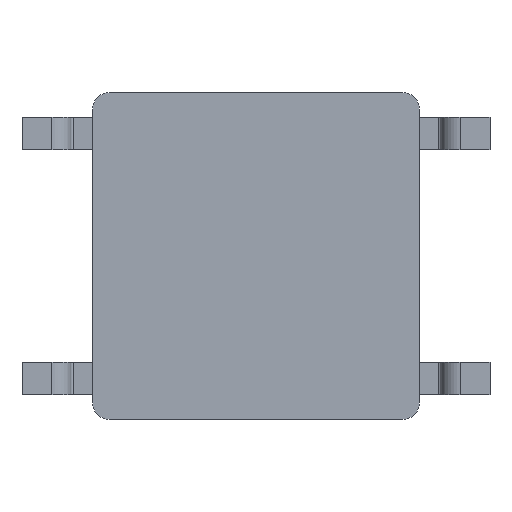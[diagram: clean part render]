
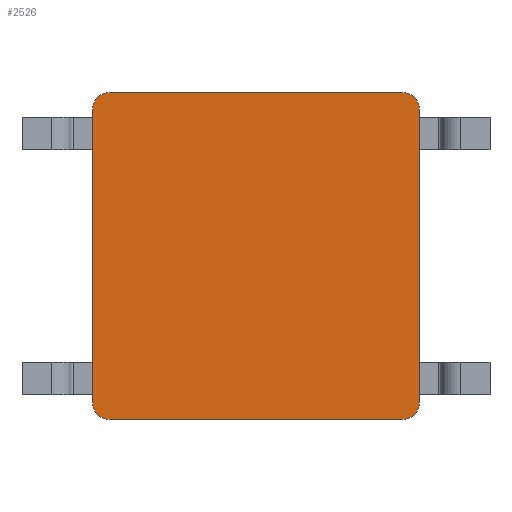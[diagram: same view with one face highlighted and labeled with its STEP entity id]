
A CAD part, front view. The second image highlights one B-rep face of the part: STEP entity #2526.
In plain terms, the highlighted planar face has unit normal (0, -1, 0).
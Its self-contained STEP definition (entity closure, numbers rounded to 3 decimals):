
#41 = DIRECTION ( 'NONE',  ( 0., 1., 0. ) ) ;
#50 = EDGE_CURVE ( 'NONE', #2386, #2930, #2665, .T. ) ;
#235 = CARTESIAN_POINT ( 'NONE',  ( -3., 0., 2.7 ) ) ;
#257 = VECTOR ( 'NONE', #3342, 1000. ) ;
#303 = EDGE_CURVE ( 'NONE', #1262, #2386, #2363, .T. ) ;
#364 = VECTOR ( 'NONE', #948, 1000. ) ;
#477 = CARTESIAN_POINT ( 'NONE',  ( 2.7, 0., 2.7 ) ) ;
#514 = CARTESIAN_POINT ( 'NONE',  ( 2.7, 0., 3. ) ) ;
#515 = EDGE_CURVE ( 'NONE', #701, #1262, #1906, .T. ) ;
#554 = CARTESIAN_POINT ( 'NONE',  ( -2.7, 0., -2.7 ) ) ;
#576 = ORIENTED_EDGE ( 'NONE', *, *, #3303, .F. ) ;
#608 = EDGE_CURVE ( 'NONE', #1228, #701, #1083, .T. ) ;
#633 = DIRECTION ( 'NONE',  ( 0., 0., -1. ) ) ;
#701 = VERTEX_POINT ( 'NONE', #235 ) ;
#705 = VERTEX_POINT ( 'NONE', #2189 ) ;
#711 = LINE ( 'NONE', #2878, #364 ) ;
#809 = AXIS2_PLACEMENT_3D ( 'NONE', #554, #835, #3270 ) ;
#835 = DIRECTION ( 'NONE',  ( 0., 1., 0. ) ) ;
#907 = ORIENTED_EDGE ( 'NONE', *, *, #608, .F. ) ;
#948 = DIRECTION ( 'NONE',  ( -1., 0., 0. ) ) ;
#1002 = ORIENTED_EDGE ( 'NONE', *, *, #515, .F. ) ;
#1062 = CARTESIAN_POINT ( 'NONE',  ( -3., 0., -2.7 ) ) ;
#1083 = LINE ( 'NONE', #3055, #257 ) ;
#1169 = VECTOR ( 'NONE', #1305, 1000. ) ;
#1228 = VERTEX_POINT ( 'NONE', #1062 ) ;
#1262 = VERTEX_POINT ( 'NONE', #3301 ) ;
#1302 = DIRECTION ( 'NONE',  ( 0., 1., 0. ) ) ;
#1305 = DIRECTION ( 'NONE',  ( 1., 0., 0. ) ) ;
#1366 = ORIENTED_EDGE ( 'NONE', *, *, #3095, .F. ) ;
#1413 = DIRECTION ( 'NONE',  ( 0., 0., -1. ) ) ;
#1425 = EDGE_CURVE ( 'NONE', #2640, #1794, #2012, .T. ) ;
#1487 = CARTESIAN_POINT ( 'NONE',  ( 3., 0., 2.7 ) ) ;
#1527 = CARTESIAN_POINT ( 'NONE',  ( 2.7, 0., 3. ) ) ;
#1699 = CARTESIAN_POINT ( 'NONE',  ( -2.7, 0., 2.7 ) ) ;
#1790 = EDGE_LOOP ( 'NONE', ( #2082, #1866, #1002, #907, #1366, #2205, #2346, #576 ) ) ;
#1794 = VERTEX_POINT ( 'NONE', #2028 ) ;
#1866 = ORIENTED_EDGE ( 'NONE', *, *, #303, .F. ) ;
#1867 = EDGE_CURVE ( 'NONE', #1794, #705, #711, .T. ) ;
#1906 = CIRCLE ( 'NONE', #3443, 0.3 ) ;
#1919 = CARTESIAN_POINT ( 'NONE',  ( 3., 0., -2.7 ) ) ;
#2012 = CIRCLE ( 'NONE', #3217, 0.3 ) ;
#2028 = CARTESIAN_POINT ( 'NONE',  ( 2.7, 0., -3. ) ) ;
#2030 = VECTOR ( 'NONE', #633, 1000. ) ;
#2082 = ORIENTED_EDGE ( 'NONE', *, *, #50, .F. ) ;
#2137 = PLANE ( 'NONE',  #2474 ) ;
#2139 = CARTESIAN_POINT ( 'NONE',  ( 3., 0., 2.7 ) ) ;
#2169 = DIRECTION ( 'NONE',  ( 0., 1., 0. ) ) ;
#2189 = CARTESIAN_POINT ( 'NONE',  ( -2.7, 0., -3. ) ) ;
#2205 = ORIENTED_EDGE ( 'NONE', *, *, #1867, .F. ) ;
#2346 = ORIENTED_EDGE ( 'NONE', *, *, #1425, .F. ) ;
#2363 = LINE ( 'NONE', #514, #1169 ) ;
#2386 = VERTEX_POINT ( 'NONE', #1527 ) ;
#2397 = DIRECTION ( 'NONE',  ( 0., 0., 1. ) ) ;
#2414 = CIRCLE ( 'NONE', #809, 0.3 ) ;
#2474 = AXIS2_PLACEMENT_3D ( 'NONE', #477, #1302, #2397 ) ;
#2526 = ADVANCED_FACE ( 'NONE', ( #3506 ), #2137, .F. ) ;
#2640 = VERTEX_POINT ( 'NONE', #1919 ) ;
#2665 = CIRCLE ( 'NONE', #3484, 0.3 ) ;
#2674 = LINE ( 'NONE', #1487, #2030 ) ;
#2878 = CARTESIAN_POINT ( 'NONE',  ( 2.7, 0., -3. ) ) ;
#2930 = VERTEX_POINT ( 'NONE', #2139 ) ;
#2983 = DIRECTION ( 'NONE',  ( 0., 0., 1. ) ) ;
#3055 = CARTESIAN_POINT ( 'NONE',  ( -3., 0., 2.7 ) ) ;
#3095 = EDGE_CURVE ( 'NONE', #705, #1228, #2414, .T. ) ;
#3103 = DIRECTION ( 'NONE',  ( 0., 0., 1. ) ) ;
#3156 = CARTESIAN_POINT ( 'NONE',  ( 2.7, 0., -2.7 ) ) ;
#3217 = AXIS2_PLACEMENT_3D ( 'NONE', #3156, #3431, #3103 ) ;
#3270 = DIRECTION ( 'NONE',  ( 0., 0., 1. ) ) ;
#3301 = CARTESIAN_POINT ( 'NONE',  ( -2.7, 0., 3. ) ) ;
#3303 = EDGE_CURVE ( 'NONE', #2930, #2640, #2674, .T. ) ;
#3342 = DIRECTION ( 'NONE',  ( 0., 0., 1. ) ) ;
#3431 = DIRECTION ( 'NONE',  ( 0., 1., 0. ) ) ;
#3443 = AXIS2_PLACEMENT_3D ( 'NONE', #1699, #41, #1413 ) ;
#3484 = AXIS2_PLACEMENT_3D ( 'NONE', #3497, #2169, #2983 ) ;
#3497 = CARTESIAN_POINT ( 'NONE',  ( 2.7, 0., 2.7 ) ) ;
#3506 = FACE_OUTER_BOUND ( 'NONE', #1790, .T. ) ;
